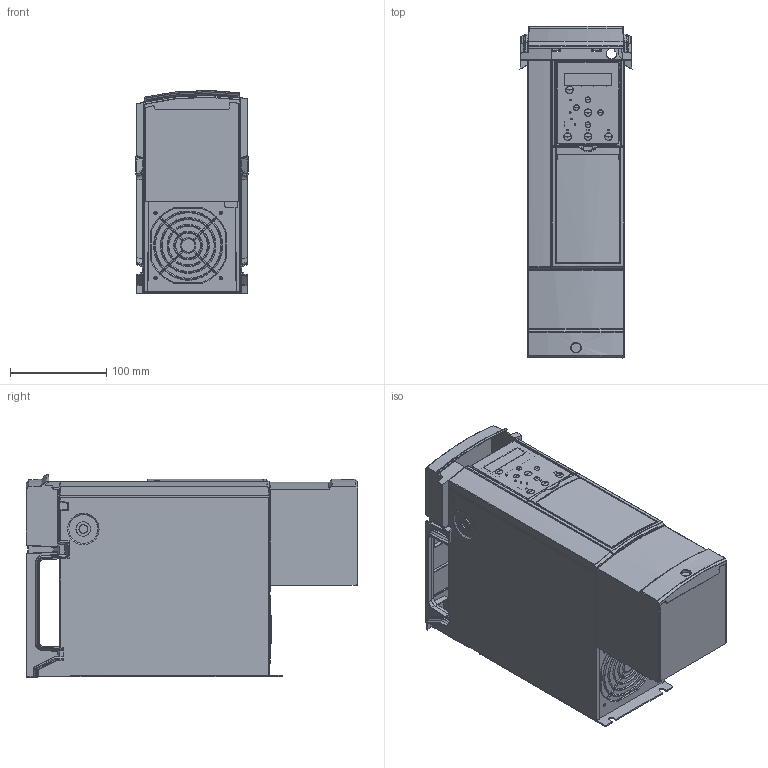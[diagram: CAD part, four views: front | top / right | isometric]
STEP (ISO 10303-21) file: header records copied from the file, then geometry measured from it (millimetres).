
FILE_DESCRIPTION((''),'2;1');
FILE_NAME('H3_IP21','2012-11-20T',('u248893'),('Danfoss Power Electronics'),'PRO/ENGINEER BY PARAMETRIC TECHNOLOGY CORPORATION, 2011490','PRO/ENGINEER BY PARAMETRIC TECHNOLOGY CORPORATION, 2011490','');
FILE_SCHEMA(('CONFIG_CONTROL_DESIGN', 'GEOMETRIC_VALIDATION_PROPERTIES_MIM'));
Products named in the file (1): H3_IP21
Bounding box: 116.53 x 345.1 x 211.01 mm (x, y, z)
Volume: 5282311.8 mm3; surface area: 420291.2 mm2
Topology: 2 solids, 15 shells, 4367 faces, 12255 edges, 7815 vertices
Faces by surface type: plane 2464, cylinder 1011, bspline 394, sphere 203, torus 180, cone 86, extrusion 29
Entity records: 188150 total; most frequent: CARTESIAN_POINT 65834, ORIENTED_EDGE 24118, DIRECTION 19661, EDGE_CURVE 12059, VECTOR 8035, LINE 8006, VERTEX_POINT 7815, AXIS2_PLACEMENT_3D 5813
